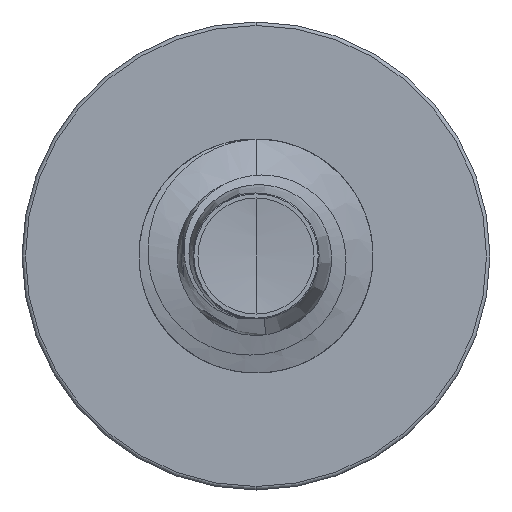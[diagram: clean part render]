
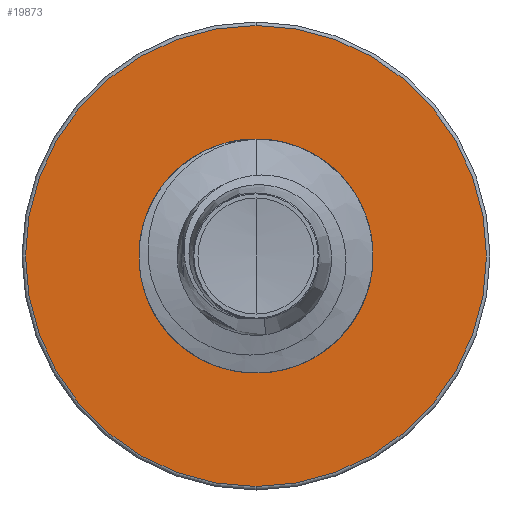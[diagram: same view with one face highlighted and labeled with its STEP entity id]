
A CAD part, front view. The second image highlights one B-rep face of the part: STEP entity #19873.
In plain terms, the highlighted planar face has unit normal (0, -1, 0).
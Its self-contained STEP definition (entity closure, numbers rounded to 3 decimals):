
#838 = EDGE_CURVE ( 'NONE', #12836, #10194, #12184, .T. ) ;
#1146 = AXIS2_PLACEMENT_3D ( 'NONE', #18206, #5613, #20316 ) ;
#1705 = ORIENTED_EDGE ( 'NONE', *, *, #1838, .T. ) ;
#1838 = EDGE_CURVE ( 'NONE', #10194, #12836, #18013, .T. ) ;
#2773 = DIRECTION ( 'NONE',  ( 0., 1., 0. ) ) ;
#4122 = ORIENTED_EDGE ( 'NONE', *, *, #8164, .F. ) ;
#4257 = CIRCLE ( 'NONE', #4614, 4.925 ) ;
#4614 = AXIS2_PLACEMENT_3D ( 'NONE', #6677, #21375, #8778 ) ;
#5613 = DIRECTION ( 'NONE',  ( 0., 1., 0. ) ) ;
#6677 = CARTESIAN_POINT ( 'NONE',  ( 0., 30., 0. ) ) ;
#8164 = EDGE_CURVE ( 'NONE', #11681, #19928, #9182, .T. ) ;
#8256 = ORIENTED_EDGE ( 'NONE', *, *, #26897, .F. ) ;
#8778 = DIRECTION ( 'NONE',  ( 0., 0., 1. ) ) ;
#9178 = CARTESIAN_POINT ( 'NONE',  ( 0., 30., 0. ) ) ;
#9182 = CIRCLE ( 'NONE', #17227, 4.925 ) ;
#9796 = AXIS2_PLACEMENT_3D ( 'NONE', #9178, #23855, #11302 ) ;
#10194 = VERTEX_POINT ( 'NONE', #26025 ) ;
#10522 = EDGE_LOOP ( 'NONE', ( #10774, #1705 ) ) ;
#10774 = ORIENTED_EDGE ( 'NONE', *, *, #838, .T. ) ;
#10943 = CARTESIAN_POINT ( 'NONE',  ( 0., 30., 0. ) ) ;
#11302 = DIRECTION ( 'NONE',  ( 0., 0., 1. ) ) ;
#11681 = VERTEX_POINT ( 'NONE', #12721 ) ;
#11775 = AXIS2_PLACEMENT_3D ( 'NONE', #13656, #2773, #15761 ) ;
#12184 = CIRCLE ( 'NONE', #1146, 2.415 ) ;
#12721 = CARTESIAN_POINT ( 'NONE',  ( 0., 30., -4.925 ) ) ;
#12836 = VERTEX_POINT ( 'NONE', #26224 ) ;
#12890 = FACE_OUTER_BOUND ( 'NONE', #13655, .T. ) ;
#13071 = DIRECTION ( 'NONE',  ( 0., 0., 1. ) ) ;
#13655 = EDGE_LOOP ( 'NONE', ( #8256, #4122 ) ) ;
#13656 = CARTESIAN_POINT ( 'NONE',  ( 0., 30., -2.415 ) ) ;
#15761 = DIRECTION ( 'NONE',  ( 0., 0., 1. ) ) ;
#17227 = AXIS2_PLACEMENT_3D ( 'NONE', #10943, #25569, #13071 ) ;
#17868 = CARTESIAN_POINT ( 'NONE',  ( 0., 30., 4.925 ) ) ;
#18013 = CIRCLE ( 'NONE', #9796, 2.415 ) ;
#18206 = CARTESIAN_POINT ( 'NONE',  ( 0., 30., 0. ) ) ;
#18479 = FACE_BOUND ( 'NONE', #10522, .T. ) ;
#19611 = PLANE ( 'NONE',  #11775 ) ;
#19873 = ADVANCED_FACE ( 'NONE', ( #12890, #18479 ), #19611, .F. ) ;
#19928 = VERTEX_POINT ( 'NONE', #17868 ) ;
#20316 = DIRECTION ( 'NONE',  ( 0., 0., 1. ) ) ;
#21375 = DIRECTION ( 'NONE',  ( 0., 1., 0. ) ) ;
#23855 = DIRECTION ( 'NONE',  ( 0., 1., 0. ) ) ;
#25569 = DIRECTION ( 'NONE',  ( 0., 1., 0. ) ) ;
#26025 = CARTESIAN_POINT ( 'NONE',  ( 0., 30., -2.415 ) ) ;
#26224 = CARTESIAN_POINT ( 'NONE',  ( 0., 30., 2.415 ) ) ;
#26897 = EDGE_CURVE ( 'NONE', #19928, #11681, #4257, .T. ) ;
